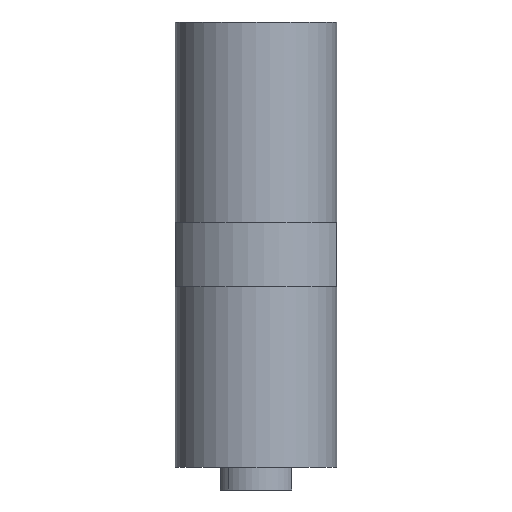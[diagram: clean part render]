
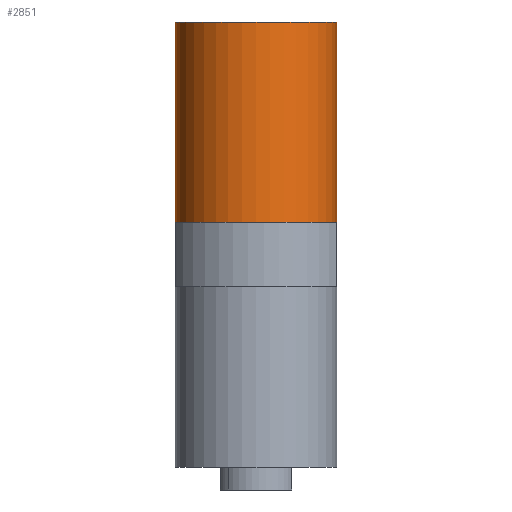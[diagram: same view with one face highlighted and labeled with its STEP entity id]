
A CAD part, front view. The second image highlights one B-rep face of the part: STEP entity #2851.
In plain terms, the highlighted cylindrical face has radius 25 mm (diameter 50 mm), a partial arc.
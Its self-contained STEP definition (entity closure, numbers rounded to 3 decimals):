
#17 = LINE ( 'NONE', #1308, #2529 ) ;
#193 = DIRECTION ( 'NONE',  ( 1., 0., 0. ) ) ;
#277 = ORIENTED_EDGE ( 'NONE', *, *, #5345, .F. ) ;
#333 = DIRECTION ( 'NONE',  ( -1., 0., 0. ) ) ;
#492 = ORIENTED_EDGE ( 'NONE', *, *, #5043, .T. ) ;
#574 = AXIS2_PLACEMENT_3D ( 'NONE', #3807, #1545, #2868 ) ;
#1308 = CARTESIAN_POINT ( 'NONE',  ( 25., 0., 138. ) ) ;
#1334 = VERTEX_POINT ( 'NONE', #3295 ) ;
#1342 = AXIS2_PLACEMENT_3D ( 'NONE', #5710, #3471, #333 ) ;
#1545 = DIRECTION ( 'NONE',  ( 0., 0., 1. ) ) ;
#1825 = CARTESIAN_POINT ( 'NONE',  ( -25., 0., 138. ) ) ;
#1915 = CYLINDRICAL_SURFACE ( 'NONE', #1342, 25. ) ;
#1924 = ORIENTED_EDGE ( 'NONE', *, *, #3524, .T. ) ;
#2039 = ORIENTED_EDGE ( 'NONE', *, *, #2731, .F. ) ;
#2112 = LINE ( 'NONE', #3902, #3211 ) ;
#2117 = CARTESIAN_POINT ( 'NONE',  ( 25., 0., 76. ) ) ;
#2468 = CIRCLE ( 'NONE', #3631, 25. ) ;
#2529 = VECTOR ( 'NONE', #4857, 1000. ) ;
#2731 = EDGE_CURVE ( 'NONE', #4116, #3757, #5630, .T. ) ;
#2851 = ADVANCED_FACE ( 'NONE', ( #3512 ), #1915, .T. ) ;
#2868 = DIRECTION ( 'NONE',  ( 1., 0., 0. ) ) ;
#2901 = DIRECTION ( 'NONE',  ( 0., 0., 1. ) ) ;
#3211 = VECTOR ( 'NONE', #3863, 1000. ) ;
#3295 = CARTESIAN_POINT ( 'NONE',  ( -25., 0., 76. ) ) ;
#3471 = DIRECTION ( 'NONE',  ( 0., 0., -1. ) ) ;
#3512 = FACE_OUTER_BOUND ( 'NONE', #4656, .T. ) ;
#3524 = EDGE_CURVE ( 'NONE', #1334, #5041, #2468, .T. ) ;
#3631 = AXIS2_PLACEMENT_3D ( 'NONE', #3806, #2901, #193 ) ;
#3757 = VERTEX_POINT ( 'NONE', #5278 ) ;
#3806 = CARTESIAN_POINT ( 'NONE',  ( 0., 0., 76. ) ) ;
#3807 = CARTESIAN_POINT ( 'NONE',  ( 0., 0., 138. ) ) ;
#3863 = DIRECTION ( 'NONE',  ( 0., 0., -1. ) ) ;
#3902 = CARTESIAN_POINT ( 'NONE',  ( -25., 0., 138. ) ) ;
#4116 = VERTEX_POINT ( 'NONE', #1825 ) ;
#4656 = EDGE_LOOP ( 'NONE', ( #277, #2039, #492, #1924 ) ) ;
#4857 = DIRECTION ( 'NONE',  ( 0., 0., -1. ) ) ;
#5041 = VERTEX_POINT ( 'NONE', #2117 ) ;
#5043 = EDGE_CURVE ( 'NONE', #4116, #1334, #2112, .T. ) ;
#5278 = CARTESIAN_POINT ( 'NONE',  ( 25., 0., 138. ) ) ;
#5345 = EDGE_CURVE ( 'NONE', #3757, #5041, #17, .T. ) ;
#5630 = CIRCLE ( 'NONE', #574, 25. ) ;
#5710 = CARTESIAN_POINT ( 'NONE',  ( 0., 0., 138. ) ) ;
